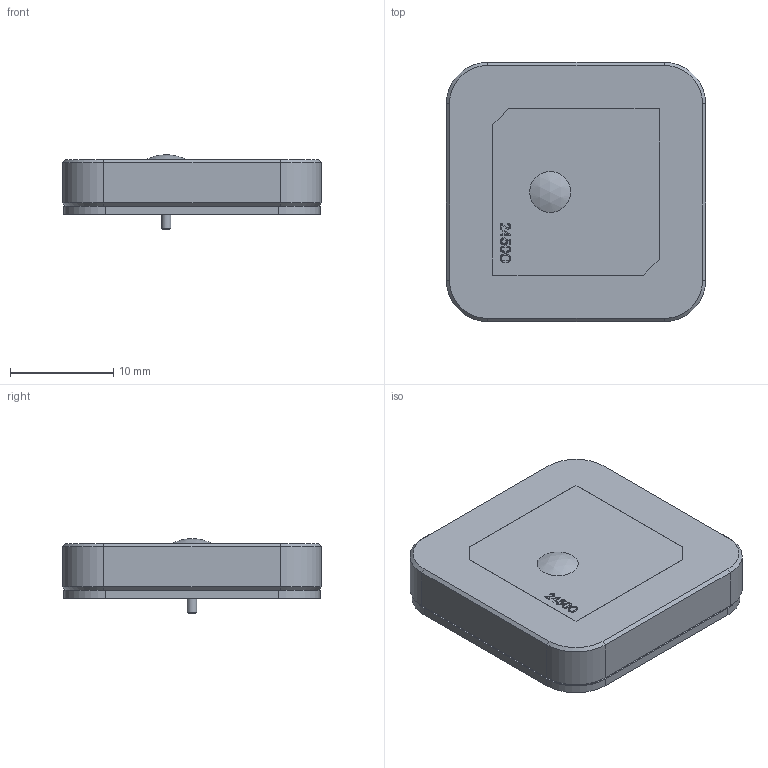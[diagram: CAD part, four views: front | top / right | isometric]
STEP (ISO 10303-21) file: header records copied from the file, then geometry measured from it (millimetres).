
FILE_DESCRIPTION(/* description */ ('STEP AP214'),/* implementation_level */ '2;1');
FILE_NAME(/* name */ 'WPC_25A.step',/* time_stamp */ '2025-04-07T00:55:57-07:00',/* author */ (''),/* organization */ (''),/* preprocessor_version */ 'ST-DEVELOPER v20.1',/* originating_system */ 'Autodesk Translation Framework v14.4.0.0',/* authorisation */ '');
FILE_SCHEMA (('AUTOMOTIVE_DESIGN { 1 0 10303 214 3 1 1 }'));
Length unit declared in the file: millimetre
Products named in the file (3): WPC.25A.07.0150C_web; 001517C100000A WLP.2450.25.4 Patch; 100211I010011A_WPC.25A PCB
Assembly tree (2 placements, depth 2):
  WPC.25A.07.0150C_web
    001517C100000A WLP.2450.25.4 Patch
    100211I010011A_WPC.25A PCB
Bounding box: 25.1 x 25.1 x 7.27 mm (x, y, z)
Volume: 3259.1 mm3; surface area: 2908.3 mm2
Topology: 2 solids, 2 shells, 225 faces, 991 edges, 832 vertices
Faces by surface type: plane 133, bspline 64, cylinder 18, cone 9, sphere 1
Full cylindrical faces by diameter (mm): 0.9 x1, 1 x1, 1.7 x1, 2.5 x1, 3 x1, 3.32 x1
Entity records: 14131 total; most frequent: CARTESIAN_POINT 6126, ORIENTED_EDGE 1982, DIRECTION 1043, EDGE_CURVE 991, VERTEX_POINT 832, LINE 567, VECTOR 567, B_SPLINE_CURVE_WITH_KNOTS 352
